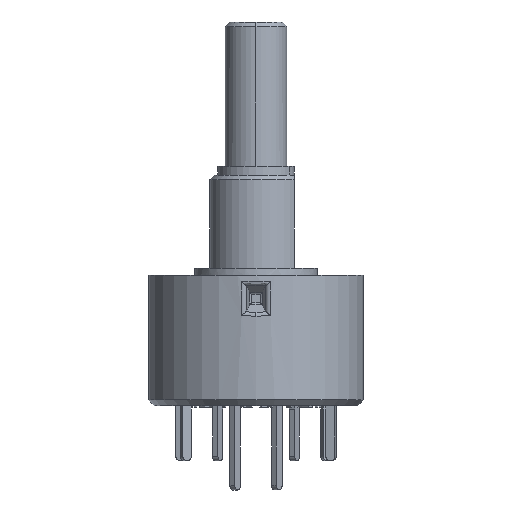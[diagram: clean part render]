
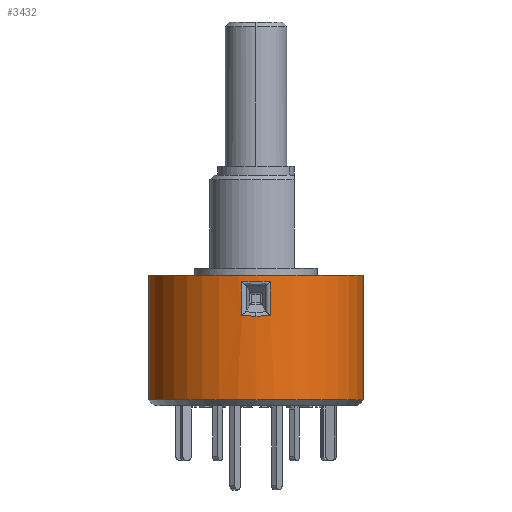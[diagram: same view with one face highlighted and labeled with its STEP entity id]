
A CAD part, left-side view. The second image highlights one B-rep face of the part: STEP entity #3432.
In plain terms, the highlighted cylindrical face has radius 7 mm (diameter 14 mm), a partial arc.
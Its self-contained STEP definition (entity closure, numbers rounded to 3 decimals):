
#11 = CARTESIAN_POINT ( 'NONE',  ( -7.021, -0.315, -0.841 ) ) ;
#62 = DIRECTION ( 'NONE',  ( 0., 0., -1. ) ) ;
#331 = CIRCLE ( 'NONE', #3308, 7. ) ;
#960 = FACE_BOUND ( 'NONE', #14592, .T. ) ;
#1609 = ORIENTED_EDGE ( 'NONE', *, *, #4788, .F. ) ;
#1651 = DIRECTION ( 'NONE',  ( 0., 1., 0. ) ) ;
#1975 = EDGE_LOOP ( 'NONE', ( #1609, #9838, #14082, #15307 ) ) ;
#2047 = CARTESIAN_POINT ( 'NONE',  ( -6.937, 0.938, -0.45 ) ) ;
#2116 = EDGE_CURVE ( 'NONE', #8342, #11400, #9579, .T. ) ;
#2576 = LINE ( 'NONE', #7308, #14903 ) ;
#2617 = VERTEX_POINT ( 'NONE', #9141 ) ;
#2621 = ORIENTED_EDGE ( 'NONE', *, *, #14288, .T. ) ;
#2683 = CARTESIAN_POINT ( 'NONE',  ( 0., 7., -8.574 ) ) ;
#3282 = DIRECTION ( 'NONE',  ( 0., 0., -1. ) ) ;
#3308 = AXIS2_PLACEMENT_3D ( 'NONE', #13155, #9539, #15689 ) ;
#3432 = ADVANCED_FACE ( 'NONE', ( #10654, #960 ), #13327, .T. ) ;
#3741 = VERTEX_POINT ( 'NONE', #15038 ) ;
#3912 = EDGE_CURVE ( 'NONE', #5506, #7780, #331, .T. ) ;
#4189 = CARTESIAN_POINT ( 'NONE',  ( 0., -7., -8.574 ) ) ;
#4462 = EDGE_CURVE ( 'NONE', #2617, #5610, #13794, .T. ) ;
#4691 = CARTESIAN_POINT ( 'NONE',  ( -6.937, -0.938, -0.888 ) ) ;
#4748 = CARTESIAN_POINT ( 'NONE',  ( -7.021, 0.315, -0.841 ) ) ;
#4788 = EDGE_CURVE ( 'NONE', #11400, #7780, #2576, .T. ) ;
#5329 =( BOUNDED_CURVE ( )  B_SPLINE_CURVE ( 3, ( #6974, #14242, #15472, #8091 ),
 .UNSPECIFIED., .F., .F. ) 
 B_SPLINE_CURVE_WITH_KNOTS ( ( 4, 4 ),
 ( 6.149, 6.283 ),
 .UNSPECIFIED. ) 
 CURVE ( )  GEOMETRIC_REPRESENTATION_ITEM ( )  RATIONAL_B_SPLINE_CURVE ( ( 1., 0.998, 0.998, 1. ) ) 
 REPRESENTATION_ITEM ( '' )  );
#5490 = VECTOR ( 'NONE', #3282, 1000. ) ;
#5506 = VERTEX_POINT ( 'NONE', #2683 ) ;
#5610 = VERTEX_POINT ( 'NONE', #12679 ) ;
#5618 = VECTOR ( 'NONE', #8105, 1000. ) ;
#5676 = ORIENTED_EDGE ( 'NONE', *, *, #9236, .T. ) ;
#6135 = ORIENTED_EDGE ( 'NONE', *, *, #10042, .T. ) ;
#6183 = VERTEX_POINT ( 'NONE', #15031 ) ;
#6321 = DIRECTION ( 'NONE',  ( 0., -1., 0. ) ) ;
#6565 = DIRECTION ( 'NONE',  ( 0., 0., -1. ) ) ;
#6749 = CARTESIAN_POINT ( 'NONE',  ( 0., -7., -0.45 ) ) ;
#6974 = CARTESIAN_POINT ( 'NONE',  ( -6.937, -0.938, -3.094 ) ) ;
#7234 = DIRECTION ( 'NONE',  ( 0., 0., -1. ) ) ;
#7308 = CARTESIAN_POINT ( 'NONE',  ( 0., -7., -0.45 ) ) ;
#7751 = AXIS2_PLACEMENT_3D ( 'NONE', #12442, #8843, #6321 ) ;
#7780 = VERTEX_POINT ( 'NONE', #4189 ) ;
#8091 = CARTESIAN_POINT ( 'NONE',  ( -7., 0., -3.129 ) ) ;
#8105 = DIRECTION ( 'NONE',  ( 0., 0., 1. ) ) ;
#8174 = CARTESIAN_POINT ( 'NONE',  ( -7., 0., -3.129 ) ) ;
#8341 = CARTESIAN_POINT ( 'NONE',  ( -6.937, -0.938, -0.45 ) ) ;
#8342 = VERTEX_POINT ( 'NONE', #15238 ) ;
#8676 = VECTOR ( 'NONE', #7234, 1000. ) ;
#8820 = LINE ( 'NONE', #2047, #5618 ) ;
#8843 = DIRECTION ( 'NONE',  ( 0., 0., 1. ) ) ;
#9141 = CARTESIAN_POINT ( 'NONE',  ( -6.937, -0.938, -0.888 ) ) ;
#9236 = EDGE_CURVE ( 'NONE', #10255, #6183, #14452, .T. ) ;
#9248 = CARTESIAN_POINT ( 'NONE',  ( -7., 0.314, -3.129 ) ) ;
#9539 = DIRECTION ( 'NONE',  ( 0., 0., 1. ) ) ;
#9579 = CIRCLE ( 'NONE', #7751, 7. ) ;
#9715 = EDGE_CURVE ( 'NONE', #8342, #5506, #11956, .T. ) ;
#9838 = ORIENTED_EDGE ( 'NONE', *, *, #2116, .F. ) ;
#9845 = EDGE_CURVE ( 'NONE', #3741, #2617, #13581, .T. ) ;
#10042 = EDGE_CURVE ( 'NONE', #5610, #10255, #5329, .T. ) ;
#10255 = VERTEX_POINT ( 'NONE', #14818 ) ;
#10654 = FACE_OUTER_BOUND ( 'NONE', #1975, .T. ) ;
#11328 = CARTESIAN_POINT ( 'NONE',  ( 0., 0., -0.45 ) ) ;
#11400 = VERTEX_POINT ( 'NONE', #6749 ) ;
#11956 = LINE ( 'NONE', #15434, #5490 ) ;
#11997 = CARTESIAN_POINT ( 'NONE',  ( -6.937, 0.938, -0.888 ) ) ;
#12442 = CARTESIAN_POINT ( 'NONE',  ( 0., 0., -0.45 ) ) ;
#12679 = CARTESIAN_POINT ( 'NONE',  ( -6.937, -0.938, -3.094 ) ) ;
#13155 = CARTESIAN_POINT ( 'NONE',  ( 0., 0., -8.574 ) ) ;
#13201 = ORIENTED_EDGE ( 'NONE', *, *, #4462, .T. ) ;
#13327 = CYLINDRICAL_SURFACE ( 'NONE', #14787, 7. ) ;
#13581 =( BOUNDED_CURVE ( )  B_SPLINE_CURVE ( 3, ( #11997, #4748, #11, #4691 ),
 .UNSPECIFIED., .F., .F. ) 
 B_SPLINE_CURVE_WITH_KNOTS ( ( 4, 4 ),
 ( 3.007, 3.276 ),
 .UNSPECIFIED. ) 
 CURVE ( )  GEOMETRIC_REPRESENTATION_ITEM ( )  RATIONAL_B_SPLINE_CURVE ( ( 1., 0.994, 0.994, 1. ) ) 
 REPRESENTATION_ITEM ( '' )  );
#13794 = LINE ( 'NONE', #8341, #8676 ) ;
#14054 = ORIENTED_EDGE ( 'NONE', *, *, #9845, .T. ) ;
#14082 = ORIENTED_EDGE ( 'NONE', *, *, #9715, .T. ) ;
#14110 = CARTESIAN_POINT ( 'NONE',  ( -6.979, 0.627, -3.117 ) ) ;
#14242 = CARTESIAN_POINT ( 'NONE',  ( -6.979, -0.627, -3.117 ) ) ;
#14288 = EDGE_CURVE ( 'NONE', #6183, #3741, #8820, .T. ) ;
#14452 =( BOUNDED_CURVE ( )  B_SPLINE_CURVE ( 3, ( #8174, #9248, #14110, #15398 ),
 .UNSPECIFIED., .F., .T. ) 
 B_SPLINE_CURVE_WITH_KNOTS ( ( 4, 4 ),
 ( 0., 0.134 ),
 .UNSPECIFIED. ) 
 CURVE ( )  GEOMETRIC_REPRESENTATION_ITEM ( )  RATIONAL_B_SPLINE_CURVE ( ( 1., 0.998, 0.998, 1. ) ) 
 REPRESENTATION_ITEM ( '' )  );
#14592 = EDGE_LOOP ( 'NONE', ( #6135, #5676, #2621, #14054, #13201 ) ) ;
#14787 = AXIS2_PLACEMENT_3D ( 'NONE', #11328, #6565, #1651 ) ;
#14818 = CARTESIAN_POINT ( 'NONE',  ( -7., 0., -3.129 ) ) ;
#14903 = VECTOR ( 'NONE', #62, 1000. ) ;
#15031 = CARTESIAN_POINT ( 'NONE',  ( -6.937, 0.938, -3.094 ) ) ;
#15038 = CARTESIAN_POINT ( 'NONE',  ( -6.937, 0.938, -0.888 ) ) ;
#15238 = CARTESIAN_POINT ( 'NONE',  ( 0., 7., -0.45 ) ) ;
#15307 = ORIENTED_EDGE ( 'NONE', *, *, #3912, .T. ) ;
#15398 = CARTESIAN_POINT ( 'NONE',  ( -6.937, 0.938, -3.094 ) ) ;
#15434 = CARTESIAN_POINT ( 'NONE',  ( 0., 7., -0.45 ) ) ;
#15472 = CARTESIAN_POINT ( 'NONE',  ( -7., -0.314, -3.129 ) ) ;
#15689 = DIRECTION ( 'NONE',  ( 0., -1., 0. ) ) ;
